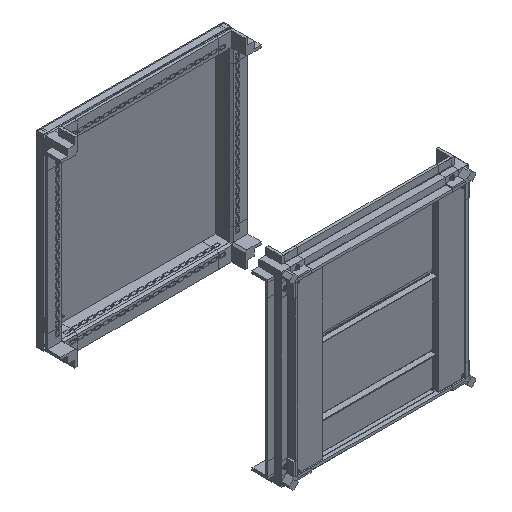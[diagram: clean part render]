
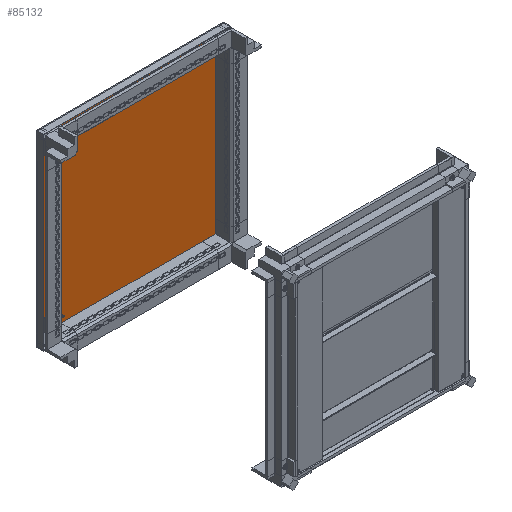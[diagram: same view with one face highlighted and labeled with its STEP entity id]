
A CAD part, isometric view. The second image highlights one B-rep face of the part: STEP entity #85132.
In plain terms, the highlighted planar face has unit normal (0, -1, 0).
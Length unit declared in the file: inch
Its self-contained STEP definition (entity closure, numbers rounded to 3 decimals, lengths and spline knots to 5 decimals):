
#1809 = DIRECTION ( 'NONE',  ( 1., 0., 0. ) ) ;
#2617 = PLANE ( 'NONE',  #92823 ) ;
#3623 = FACE_BOUND ( 'NONE', #149905, .T. ) ;
#6588 = FACE_BOUND ( 'NONE', #114035, .T. ) ;
#7129 = EDGE_LOOP ( 'NONE', ( #50247 ) ) ;
#7597 = CARTESIAN_POINT ( 'NONE',  ( 10.51181, 28.40429, 10.51181 ) ) ;
#10069 = DIRECTION ( 'NONE',  ( 0., 0., 1. ) ) ;
#16377 = CARTESIAN_POINT ( 'NONE',  ( 0., 28.40429, 11.00386 ) ) ;
#18860 = VECTOR ( 'NONE', #170057, 39.37008 ) ;
#22738 = CARTESIAN_POINT ( 'NONE',  ( 10.51181, 28.40429, -10.24606 ) ) ;
#25620 = DIRECTION ( 'NONE',  ( 0., 0., -1. ) ) ;
#26235 = AXIS2_PLACEMENT_3D ( 'NONE', #7597, #177314, #37801 ) ;
#26739 = CARTESIAN_POINT ( 'NONE',  ( -11.00386, 28.40429, 11.00386 ) ) ;
#29145 = DIRECTION ( 'NONE',  ( 0., 1., 0. ) ) ;
#37801 = DIRECTION ( 'NONE',  ( 0., 0., 1. ) ) ;
#39997 = CIRCLE ( 'NONE', #161884, 0.26575 ) ;
#41233 = ORIENTED_EDGE ( 'NONE', *, *, #136863, .T. ) ;
#44208 = EDGE_CURVE ( 'NONE', #193952, #193952, #149390, .T. ) ;
#45985 = CARTESIAN_POINT ( 'NONE',  ( -8.70079, 28.40429, -8.6811 ) ) ;
#46663 = VERTEX_POINT ( 'NONE', #90263 ) ;
#50247 = ORIENTED_EDGE ( 'NONE', *, *, #44208, .T. ) ;
#52287 = DIRECTION ( 'NONE',  ( 0., 1., 0. ) ) ;
#53116 = CIRCLE ( 'NONE', #72326, 0.01969 ) ;
#59047 = CARTESIAN_POINT ( 'NONE',  ( 11.00386, 28.40429, -11.00386 ) ) ;
#66560 = VECTOR ( 'NONE', #1809, 39.37008 ) ;
#68062 = FACE_BOUND ( 'NONE', #7129, .T. ) ;
#68575 = CARTESIAN_POINT ( 'NONE',  ( -10.51181, 28.40429, -10.24606 ) ) ;
#69405 = CARTESIAN_POINT ( 'NONE',  ( -10.51181, 28.40429, -10.51181 ) ) ;
#72292 = EDGE_CURVE ( 'NONE', #80163, #80163, #164201, .T. ) ;
#72326 = AXIS2_PLACEMENT_3D ( 'NONE', #187663, #111457, #172573 ) ;
#74938 = CARTESIAN_POINT ( 'NONE',  ( -11.00386, 28.40429, -11.00386 ) ) ;
#75013 = EDGE_CURVE ( 'NONE', #129303, #129303, #39997, .T. ) ;
#77083 = CARTESIAN_POINT ( 'NONE',  ( 11.00386, 28.40429, 0. ) ) ;
#80072 = FACE_OUTER_BOUND ( 'NONE', #88827, .T. ) ;
#80076 = CARTESIAN_POINT ( 'NONE',  ( 10.51181, 28.40429, -10.51181 ) ) ;
#80163 = VERTEX_POINT ( 'NONE', #171438 ) ;
#80594 = EDGE_CURVE ( 'NONE', #152112, #46663, #109227, .T. ) ;
#85132 = ADVANCED_FACE ( 'NONE', ( #80072, #99177, #6588, #68062, #3623, #129221 ), #2617, .T. ) ;
#88827 = EDGE_LOOP ( 'NONE', ( #102702, #161459, #41233, #178370 ) ) ;
#90263 = CARTESIAN_POINT ( 'NONE',  ( 11.00386, 28.40429, 11.00386 ) ) ;
#92823 = AXIS2_PLACEMENT_3D ( 'NONE', #101147, #115231, #25620 ) ;
#93113 = DIRECTION ( 'NONE',  ( 0., 0., -1. ) ) ;
#96111 = CARTESIAN_POINT ( 'NONE',  ( -11.00386, 28.40429, 0. ) ) ;
#99177 = FACE_BOUND ( 'NONE', #130000, .T. ) ;
#100939 = EDGE_CURVE ( 'NONE', #193569, #164906, #155211, .T. ) ;
#101147 = CARTESIAN_POINT ( 'NONE',  ( 0., 28.40429, 0. ) ) ;
#102702 = ORIENTED_EDGE ( 'NONE', *, *, #161453, .T. ) ;
#108408 = CARTESIAN_POINT ( 'NONE',  ( 0., 28.40429, -11.00386 ) ) ;
#108635 = ORIENTED_EDGE ( 'NONE', *, *, #121488, .T. ) ;
#109227 = LINE ( 'NONE', #77083, #110981 ) ;
#110872 = AXIS2_PLACEMENT_3D ( 'NONE', #150708, #29145, #10069 ) ;
#110981 = VECTOR ( 'NONE', #168344, 39.37008 ) ;
#111457 = DIRECTION ( 'NONE',  ( 0., 1., 0. ) ) ;
#113576 = DIRECTION ( 'NONE',  ( 0., 0., 1. ) ) ;
#114035 = EDGE_LOOP ( 'NONE', ( #180895 ) ) ;
#115231 = DIRECTION ( 'NONE',  ( 0., -1., 0. ) ) ;
#121488 = EDGE_CURVE ( 'NONE', #183546, #183546, #53116, .T. ) ;
#121639 = CARTESIAN_POINT ( 'NONE',  ( -10.51181, 28.40429, 10.77756 ) ) ;
#129221 = FACE_BOUND ( 'NONE', #168809, .T. ) ;
#129303 = VERTEX_POINT ( 'NONE', #22738 ) ;
#130000 = EDGE_LOOP ( 'NONE', ( #172652 ) ) ;
#132766 = VERTEX_POINT ( 'NONE', #68575 ) ;
#136863 = EDGE_CURVE ( 'NONE', #46663, #193569, #155990, .T. ) ;
#139037 = AXIS2_PLACEMENT_3D ( 'NONE', #69405, #52287, #113576 ) ;
#139470 = LINE ( 'NONE', #108408, #66560 ) ;
#149390 = CIRCLE ( 'NONE', #110872, 0.26575 ) ;
#149905 = EDGE_LOOP ( 'NONE', ( #198055 ) ) ;
#150708 = CARTESIAN_POINT ( 'NONE',  ( -10.51181, 28.40429, 10.51181 ) ) ;
#152112 = VERTEX_POINT ( 'NONE', #59047 ) ;
#155211 = LINE ( 'NONE', #96111, #161243 ) ;
#155990 = LINE ( 'NONE', #16377, #18860 ) ;
#158248 = CIRCLE ( 'NONE', #139037, 0.26575 ) ;
#161243 = VECTOR ( 'NONE', #93113, 39.37008 ) ;
#161453 = EDGE_CURVE ( 'NONE', #164906, #152112, #139470, .T. ) ;
#161459 = ORIENTED_EDGE ( 'NONE', *, *, #80594, .T. ) ;
#161884 = AXIS2_PLACEMENT_3D ( 'NONE', #80076, #184408, #186423 ) ;
#164201 = CIRCLE ( 'NONE', #26235, 0.26575 ) ;
#164906 = VERTEX_POINT ( 'NONE', #74938 ) ;
#168344 = DIRECTION ( 'NONE',  ( 0., 0., 1. ) ) ;
#168809 = EDGE_LOOP ( 'NONE', ( #108635 ) ) ;
#169294 = EDGE_CURVE ( 'NONE', #132766, #132766, #158248, .T. ) ;
#170057 = DIRECTION ( 'NONE',  ( -1., 0., 0. ) ) ;
#171438 = CARTESIAN_POINT ( 'NONE',  ( 10.51181, 28.40429, 10.77756 ) ) ;
#172573 = DIRECTION ( 'NONE',  ( 0., 0., 1. ) ) ;
#172652 = ORIENTED_EDGE ( 'NONE', *, *, #169294, .T. ) ;
#177314 = DIRECTION ( 'NONE',  ( 0., 1., 0. ) ) ;
#178370 = ORIENTED_EDGE ( 'NONE', *, *, #100939, .T. ) ;
#180895 = ORIENTED_EDGE ( 'NONE', *, *, #75013, .T. ) ;
#183546 = VERTEX_POINT ( 'NONE', #45985 ) ;
#184408 = DIRECTION ( 'NONE',  ( 0., 1., 0. ) ) ;
#186423 = DIRECTION ( 'NONE',  ( 0., 0., 1. ) ) ;
#187663 = CARTESIAN_POINT ( 'NONE',  ( -8.70079, 28.40429, -8.70079 ) ) ;
#193569 = VERTEX_POINT ( 'NONE', #26739 ) ;
#193952 = VERTEX_POINT ( 'NONE', #121639 ) ;
#198055 = ORIENTED_EDGE ( 'NONE', *, *, #72292, .T. ) ;
